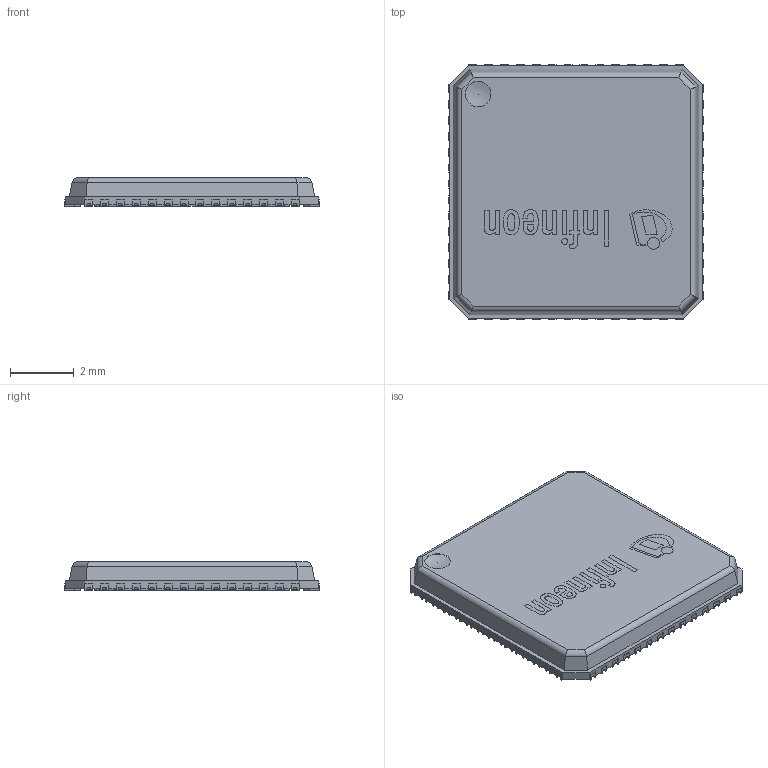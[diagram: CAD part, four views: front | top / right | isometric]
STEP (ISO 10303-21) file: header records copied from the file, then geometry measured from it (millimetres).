
FILE_DESCRIPTION(/* description */ (''),/* implementation_level */ '2;1');
FILE_NAME(/* name */ 'PG-VQFN-56-7_Z8B00209001_V03_3D.stp',/* time_stamp */ '2021-11-10T12:28:40+06:00',/* author */ ('janartha'),/* organization */ (''),/* preprocessor_version */ 'ST-DEVELOPER v16.13',/* originating_system */ 'AutoCAD Mechanical',/* authorisation */ '');
FILE_SCHEMA (('AUTOMOTIVE_DESIGN { 1 0 10303 214 3 1 1 }'));
Length unit declared in the file: millimetre
Products named in the file (1): Product
Bounding box: 8 x 8 x 0.9 mm (x, y, z)
Volume: 52 mm3; surface area: 389.1 mm2
Topology: 72 solids, 72 shells, 1040 faces, 2680 edges, 1671 vertices
Faces by surface type: plane 715, cylinder 248, sphere 56, bspline 21
Full cylindrical faces by diameter (mm): 0.186 x1, 0.376 x1, 0.8 x2
Entity records: 30655 total; most frequent: CARTESIAN_POINT 5763, ORIENTED_EDGE 5122, DIRECTION 5050, EDGE_CURVE 2561, LINE 2034, VECTOR 2034, VERTEX_POINT 1671, AXIS2_PLACEMENT_3D 1508
